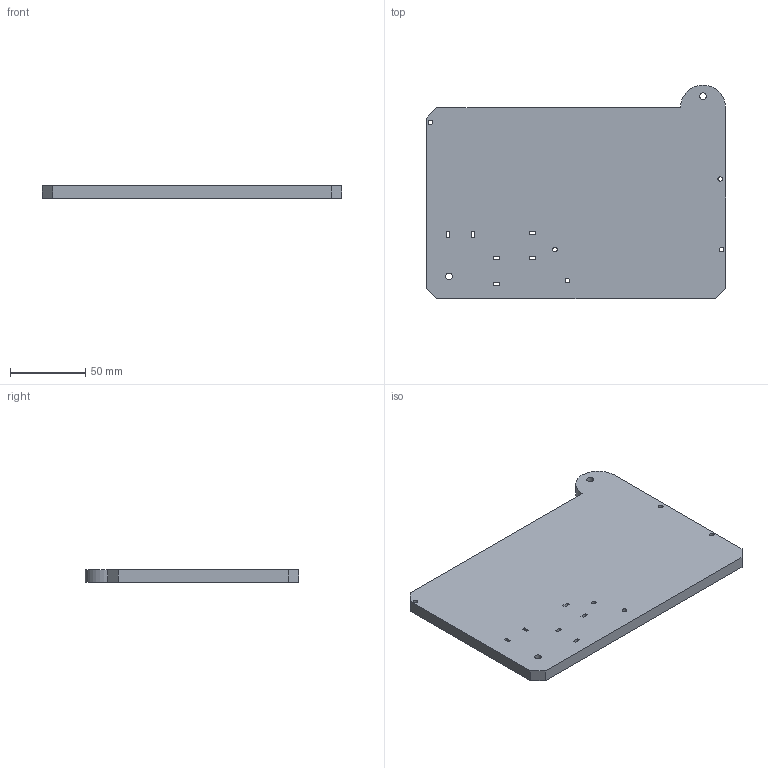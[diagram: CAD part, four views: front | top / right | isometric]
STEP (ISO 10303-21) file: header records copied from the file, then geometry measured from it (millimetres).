
FILE_DESCRIPTION(('FreeCAD Model'),'2;1');
FILE_NAME('Open CASCADE Shape Model','2025-05-15T23:00:57',(''),(''), 'Open CASCADE STEP processor 7.6','FreeCAD','Unknown');
FILE_SCHEMA(('AUTOMOTIVE_DESIGN { 1 0 10303 214 1 1 1 1 }'));
Length unit declared in the file: millimetre
Products named in the file (1): MountPlate
Bounding box: 199 x 142.3 x 8 mm (x, y, z)
Volume: 116989.7 mm3; surface area: 61537.8 mm2
Topology: 1 solids, 1 shells, 112 faces, 322 edges, 216 vertices
Faces by surface type: plane 64, cylinder 48
Full cylindrical faces by diameter (mm): 3 x5, 4.5 x2, 11 x2, 12.5 x1
Entity records: 8276 total; most frequent: CARTESIAN_POINT 1847, DIRECTION 1194, LINE 766, VECTOR 766, ORIENTED_EDGE 644, PCURVE 644, DEFINITIONAL_REPRESENTATION 644, EDGE_CURVE 322
